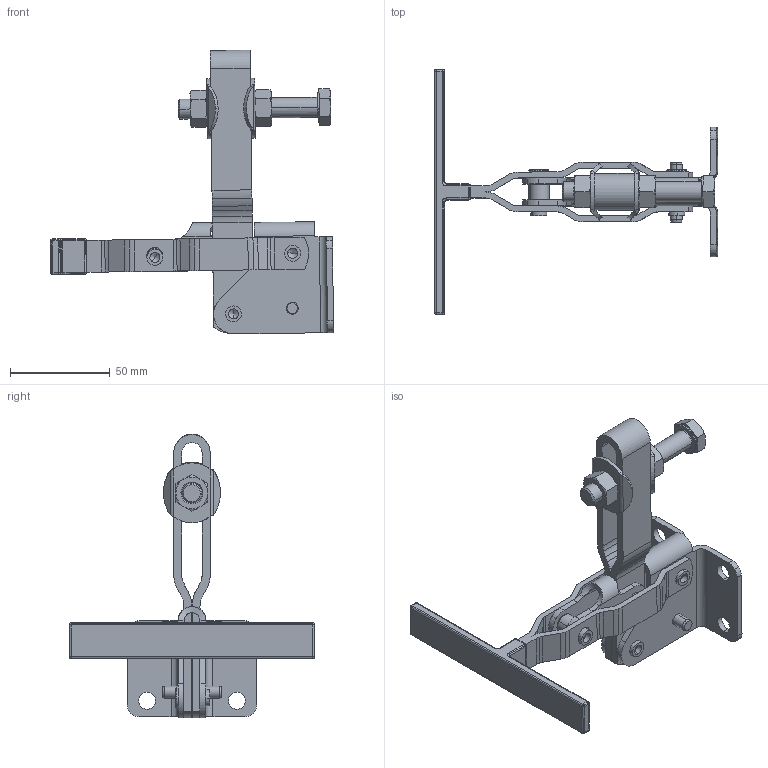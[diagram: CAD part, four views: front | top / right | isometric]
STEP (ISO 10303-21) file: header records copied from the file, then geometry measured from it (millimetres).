
FILE_DESCRIPTION((''),'2;1');
FILE_NAME('214T.0.stp','2005-08-29T15:15:47',('CAD'),(''),'Autodesk Inventor 8','Autodesk Inventor 8','');
FILE_SCHEMA(('AUTOMOTIVE_DESIGN { 1 0 10303 214 1 1 1 1 }'));
Length unit declared in the file: millimetre
Products named in the file (1): Part21
Bounding box: 141.8 x 123 x 142.1 mm (x, y, z)
Volume: 87956.5 mm3; surface area: 55118 mm2
Topology: 1 solids, 7 shells, 1541 faces, 5341 edges, 3326 vertices
Faces by surface type: plane 779, cone 350, cylinder 304, bspline 84, torus 12, sphere 12
Entity records: 61036 total; most frequent: CARTESIAN_POINT 15283, ORIENTED_EDGE 10642, DIRECTION 9419, EDGE_CURVE 5321, AXIS2_PLACEMENT_3D 3364, VERTEX_POINT 3326, VECTOR 2691, LINE 2691
